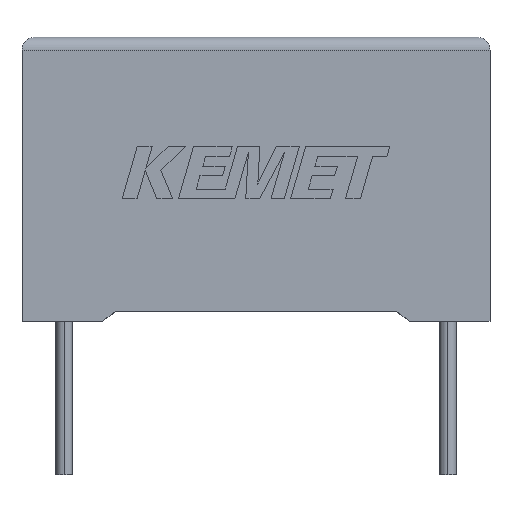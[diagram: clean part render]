
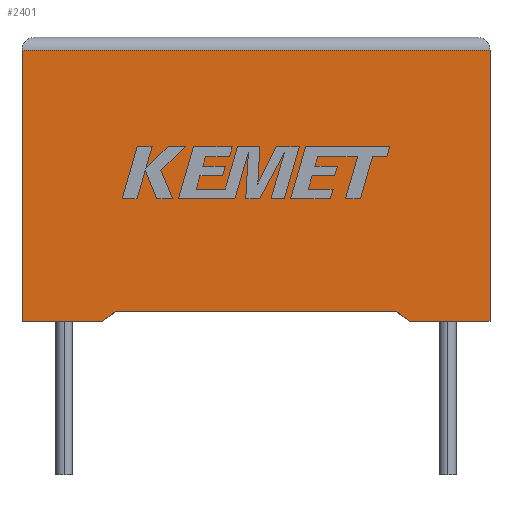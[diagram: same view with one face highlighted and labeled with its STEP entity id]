
A CAD part, top view. The second image highlights one B-rep face of the part: STEP entity #2401.
In plain terms, the highlighted planar face has unit normal (0, 0, 1).
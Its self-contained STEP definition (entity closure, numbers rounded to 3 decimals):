
#37 = AXIS2_PLACEMENT_3D ( 'NONE', #1798, #2006, #413 ) ;
#140 = CARTESIAN_POINT ( 'NONE',  ( 0., 10.6, 5.2 ) ) ;
#147 = VECTOR ( 'NONE', #2314, 1000. ) ;
#153 = ORIENTED_EDGE ( 'NONE', *, *, #1724, .T. ) ;
#177 = EDGE_CURVE ( 'NONE', #1949, #2279, #2212, .T. ) ;
#286 = VECTOR ( 'NONE', #2110, 1000. ) ;
#293 = EDGE_CURVE ( 'NONE', #734, #490, #907, .T. ) ;
#394 = ORIENTED_EDGE ( 'NONE', *, *, #2071, .T. ) ;
#413 = DIRECTION ( 'NONE',  ( -1., 0., 0. ) ) ;
#428 = VERTEX_POINT ( 'NONE', #1670 ) ;
#433 = ORIENTED_EDGE ( 'NONE', *, *, #177, .T. ) ;
#436 = VECTOR ( 'NONE', #715, 1000. ) ;
#442 = CARTESIAN_POINT ( 'NONE',  ( 0., 0., 5.2 ) ) ;
#490 = VERTEX_POINT ( 'NONE', #2880 ) ;
#520 = CARTESIAN_POINT ( 'NONE',  ( 3.658, 0.383, 5.2 ) ) ;
#593 = ORIENTED_EDGE ( 'NONE', *, *, #293, .F. ) ;
#646 = CARTESIAN_POINT ( 'NONE',  ( 15.15, 0., 5.2 ) ) ;
#663 = EDGE_CURVE ( 'NONE', #428, #1949, #1666, .T. ) ;
#715 = DIRECTION ( 'NONE',  ( -1., 0., 0. ) ) ;
#734 = VERTEX_POINT ( 'NONE', #520 ) ;
#756 = CARTESIAN_POINT ( 'NONE',  ( 14.642, 0.383, 5.2 ) ) ;
#842 = DIRECTION ( 'NONE',  ( -1., 0., 0. ) ) ;
#891 = VECTOR ( 'NONE', #3048, 1000. ) ;
#907 = LINE ( 'NONE', #1415, #286 ) ;
#979 = VECTOR ( 'NONE', #2282, 1000. ) ;
#1044 = VERTEX_POINT ( 'NONE', #1907 ) ;
#1148 = PLANE ( 'NONE',  #37 ) ;
#1155 = CARTESIAN_POINT ( 'NONE',  ( 18.3, 0., 5.2 ) ) ;
#1178 = FACE_OUTER_BOUND ( 'NONE', #1884, .T. ) ;
#1215 = LINE ( 'NONE', #2492, #1747 ) ;
#1267 = VECTOR ( 'NONE', #2187, 1000. ) ;
#1337 = DIRECTION ( 'NONE',  ( 1., 0., 0. ) ) ;
#1377 = CARTESIAN_POINT ( 'NONE',  ( 0., 0., 5.2 ) ) ;
#1415 = CARTESIAN_POINT ( 'NONE',  ( 3.15, 0., 5.2 ) ) ;
#1484 = ORIENTED_EDGE ( 'NONE', *, *, #663, .T. ) ;
#1666 = LINE ( 'NONE', #2771, #436 ) ;
#1670 = CARTESIAN_POINT ( 'NONE',  ( 18.3, 10.6, 5.2 ) ) ;
#1724 = EDGE_CURVE ( 'NONE', #2795, #1044, #2127, .T. ) ;
#1747 = VECTOR ( 'NONE', #1337, 1000. ) ;
#1763 = VERTEX_POINT ( 'NONE', #756 ) ;
#1772 = CARTESIAN_POINT ( 'NONE',  ( 15.15, 0., 5.2 ) ) ;
#1798 = CARTESIAN_POINT ( 'NONE',  ( 0., 0., 5.2 ) ) ;
#1884 = EDGE_LOOP ( 'NONE', ( #2700, #1484, #433, #394, #593, #2084, #2573, #153 ) ) ;
#1907 = CARTESIAN_POINT ( 'NONE',  ( 18.3, 0., 5.2 ) ) ;
#1949 = VERTEX_POINT ( 'NONE', #140 ) ;
#1978 = EDGE_CURVE ( 'NONE', #1763, #734, #2089, .T. ) ;
#2006 = DIRECTION ( 'NONE',  ( 0., 0., -1. ) ) ;
#2071 = EDGE_CURVE ( 'NONE', #2279, #490, #1215, .T. ) ;
#2084 = ORIENTED_EDGE ( 'NONE', *, *, #1978, .F. ) ;
#2089 = LINE ( 'NONE', #2246, #2448 ) ;
#2110 = DIRECTION ( 'NONE',  ( -0.799, -0.602, 0. ) ) ;
#2127 = LINE ( 'NONE', #442, #891 ) ;
#2187 = DIRECTION ( 'NONE',  ( 0.799, -0.602, 0. ) ) ;
#2212 = LINE ( 'NONE', #3004, #979 ) ;
#2246 = CARTESIAN_POINT ( 'NONE',  ( 9.15, 0.383, 5.2 ) ) ;
#2279 = VERTEX_POINT ( 'NONE', #1377 ) ;
#2282 = DIRECTION ( 'NONE',  ( 0., -1., 0. ) ) ;
#2314 = DIRECTION ( 'NONE',  ( 0., 1., 0. ) ) ;
#2401 = ADVANCED_FACE ( 'NONE', ( #1178 ), #1148, .F. ) ;
#2409 = LINE ( 'NONE', #1772, #1267 ) ;
#2448 = VECTOR ( 'NONE', #842, 1000. ) ;
#2481 = EDGE_CURVE ( 'NONE', #1044, #428, #2901, .T. ) ;
#2492 = CARTESIAN_POINT ( 'NONE',  ( 0., 0., 5.2 ) ) ;
#2573 = ORIENTED_EDGE ( 'NONE', *, *, #3008, .T. ) ;
#2700 = ORIENTED_EDGE ( 'NONE', *, *, #2481, .T. ) ;
#2771 = CARTESIAN_POINT ( 'NONE',  ( 0., 10.6, 5.2 ) ) ;
#2795 = VERTEX_POINT ( 'NONE', #646 ) ;
#2880 = CARTESIAN_POINT ( 'NONE',  ( 3.15, 0., 5.2 ) ) ;
#2901 = LINE ( 'NONE', #1155, #147 ) ;
#3004 = CARTESIAN_POINT ( 'NONE',  ( 0., 0., 5.2 ) ) ;
#3008 = EDGE_CURVE ( 'NONE', #1763, #2795, #2409, .T. ) ;
#3048 = DIRECTION ( 'NONE',  ( 1., 0., 0. ) ) ;
